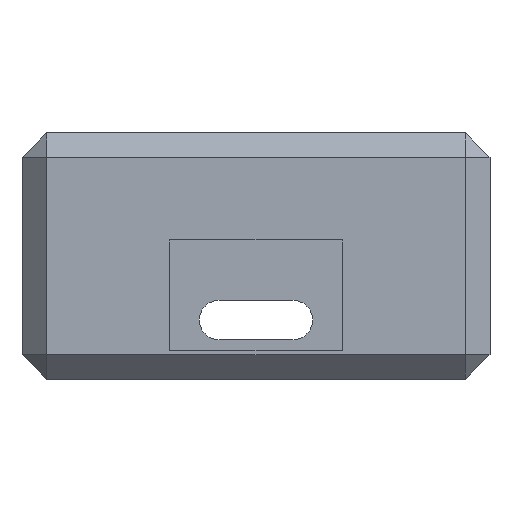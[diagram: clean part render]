
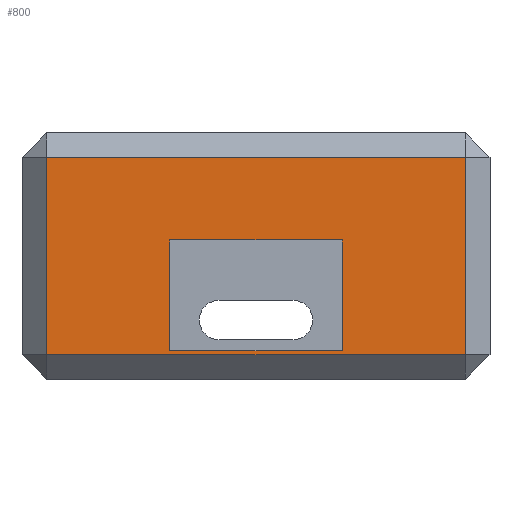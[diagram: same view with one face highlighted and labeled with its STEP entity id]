
A CAD part, front view. The second image highlights one B-rep face of the part: STEP entity #800.
In plain terms, the highlighted planar face has unit normal (0, -1, 0).
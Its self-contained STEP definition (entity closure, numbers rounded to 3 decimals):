
#156 = VERTEX_POINT('',#157);
#157 = CARTESIAN_POINT('',(-17.,-35.,18.));
#163 = EDGE_CURVE('',#164,#156,#166,.T.);
#164 = VERTEX_POINT('',#165);
#165 = CARTESIAN_POINT('',(-17.,-35.,2.));
#166 = LINE('',#167,#168);
#167 = CARTESIAN_POINT('',(-17.,-35.,0.));
#168 = VECTOR('',#169,1.);
#169 = DIRECTION('',(0.,0.,1.));
#800 = ADVANCED_FACE('',(#801,#826),#860,.F.);
#801 = FACE_BOUND('',#802,.F.);
#802 = EDGE_LOOP('',(#803,#804,#812,#820));
#803 = ORIENTED_EDGE('',*,*,#163,.T.);
#804 = ORIENTED_EDGE('',*,*,#805,.T.);
#805 = EDGE_CURVE('',#156,#806,#808,.T.);
#806 = VERTEX_POINT('',#807);
#807 = CARTESIAN_POINT('',(17.,-35.,18.));
#808 = LINE('',#809,#810);
#809 = CARTESIAN_POINT('',(-19.,-35.,18.));
#810 = VECTOR('',#811,1.);
#811 = DIRECTION('',(1.,0.,0.));
#812 = ORIENTED_EDGE('',*,*,#813,.F.);
#813 = EDGE_CURVE('',#814,#806,#816,.T.);
#814 = VERTEX_POINT('',#815);
#815 = CARTESIAN_POINT('',(17.,-35.,2.));
#816 = LINE('',#817,#818);
#817 = CARTESIAN_POINT('',(17.,-35.,0.));
#818 = VECTOR('',#819,1.);
#819 = DIRECTION('',(0.,0.,1.));
#820 = ORIENTED_EDGE('',*,*,#821,.F.);
#821 = EDGE_CURVE('',#164,#814,#822,.T.);
#822 = LINE('',#823,#824);
#823 = CARTESIAN_POINT('',(-19.,-35.,2.));
#824 = VECTOR('',#825,1.);
#825 = DIRECTION('',(1.,0.,0.));
#826 = FACE_BOUND('',#827,.F.);
#827 = EDGE_LOOP('',(#828,#838,#846,#854));
#828 = ORIENTED_EDGE('',*,*,#829,.T.);
#829 = EDGE_CURVE('',#830,#832,#834,.T.);
#830 = VERTEX_POINT('',#831);
#831 = CARTESIAN_POINT('',(7.,-35.,11.3));
#832 = VERTEX_POINT('',#833);
#833 = CARTESIAN_POINT('',(-7.,-35.,11.3));
#834 = LINE('',#835,#836);
#835 = CARTESIAN_POINT('',(7.,-35.,11.3));
#836 = VECTOR('',#837,1.);
#837 = DIRECTION('',(-1.,0.,0.));
#838 = ORIENTED_EDGE('',*,*,#839,.T.);
#839 = EDGE_CURVE('',#832,#840,#842,.T.);
#840 = VERTEX_POINT('',#841);
#841 = CARTESIAN_POINT('',(-7.,-35.,2.3));
#842 = LINE('',#843,#844);
#843 = CARTESIAN_POINT('',(-7.,-35.,11.3));
#844 = VECTOR('',#845,1.);
#845 = DIRECTION('',(0.,0.,-1.));
#846 = ORIENTED_EDGE('',*,*,#847,.T.);
#847 = EDGE_CURVE('',#840,#848,#850,.T.);
#848 = VERTEX_POINT('',#849);
#849 = CARTESIAN_POINT('',(7.,-35.,2.3));
#850 = LINE('',#851,#852);
#851 = CARTESIAN_POINT('',(-7.,-35.,2.3));
#852 = VECTOR('',#853,1.);
#853 = DIRECTION('',(1.,0.,0.));
#854 = ORIENTED_EDGE('',*,*,#855,.T.);
#855 = EDGE_CURVE('',#848,#830,#856,.T.);
#856 = LINE('',#857,#858);
#857 = CARTESIAN_POINT('',(7.,-35.,2.3));
#858 = VECTOR('',#859,1.);
#859 = DIRECTION('',(0.,0.,1.));
#860 = PLANE('',#861);
#861 = AXIS2_PLACEMENT_3D('',#862,#863,#864);
#862 = CARTESIAN_POINT('',(-19.,-35.,0.));
#863 = DIRECTION('',(0.,1.,0.));
#864 = DIRECTION('',(1.,0.,0.));
